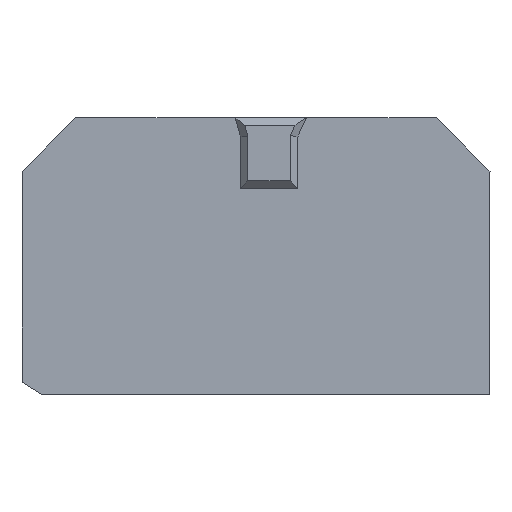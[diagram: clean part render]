
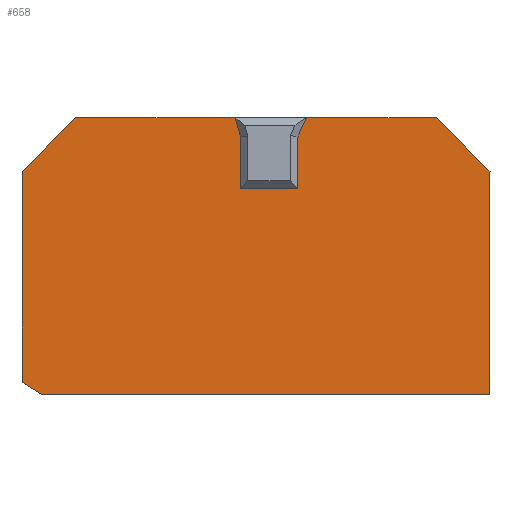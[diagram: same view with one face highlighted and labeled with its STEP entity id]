
A CAD part, left-side view. The second image highlights one B-rep face of the part: STEP entity #658.
In plain terms, the highlighted planar face has unit normal (-1, 0, 0).
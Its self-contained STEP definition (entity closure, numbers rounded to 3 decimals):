
#582=AXIS2_PLACEMENT_3D('Plane Axis2P3D',#579,#580,#581) ;
#334=CARTESIAN_POINT('Vertex',(0.,63.72,42.6)) ;
#337=CARTESIAN_POINT('Line Origine',(0.,51.462,42.6)) ;
#341=CARTESIAN_POINT('Vertex',(0.,39.204,42.6)) ;
#353=CARTESIAN_POINT('Vertex',(0.,28.201,42.6)) ;
#356=CARTESIAN_POINT('Line Origine',(0.,18.241,42.6)) ;
#360=CARTESIAN_POINT('Vertex',(0.,8.28,42.6)) ;
#528=CARTESIAN_POINT('Vertex',(0.,0.,34.32)) ;
#531=CARTESIAN_POINT('Line Origine',(0.,0.,17.16)) ;
#535=CARTESIAN_POINT('Vertex',(0.,0.,0.)) ;
#562=CARTESIAN_POINT('Line Origine',(0.,4.14,38.46)) ;
#579=CARTESIAN_POINT('Axis2P3D Location',(0.,36.469,2.432)) ;
#584=CARTESIAN_POINT('Line Origine',(0.,28.901,41.1)) ;
#588=CARTESIAN_POINT('Vertex',(0.,29.6,39.6)) ;
#591=CARTESIAN_POINT('Line Origine',(0.,29.6,35.65)) ;
#595=CARTESIAN_POINT('Vertex',(0.,29.6,31.7)) ;
#598=CARTESIAN_POINT('Line Origine',(0.,34.,31.7)) ;
#602=CARTESIAN_POINT('Vertex',(0.,38.4,31.7)) ;
#605=CARTESIAN_POINT('Line Origine',(0.,38.4,35.65)) ;
#609=CARTESIAN_POINT('Vertex',(0.,38.4,39.6)) ;
#612=CARTESIAN_POINT('Line Origine',(0.,38.802,41.1)) ;
#617=CARTESIAN_POINT('Line Origine',(0.,67.86,38.46)) ;
#621=CARTESIAN_POINT('Vertex',(0.,72.,34.32)) ;
#624=CARTESIAN_POINT('Line Origine',(0.,72.,18.101)) ;
#628=CARTESIAN_POINT('Vertex',(0.,72.,1.882)) ;
#631=CARTESIAN_POINT('Line Origine',(0.,70.469,0.941)) ;
#635=CARTESIAN_POINT('Vertex',(0.,68.938,0.)) ;
#638=CARTESIAN_POINT('Line Origine',(0.,34.469,0.)) ;
#338=DIRECTION('Vector Direction',(0.,-1.,0.)) ;
#357=DIRECTION('Vector Direction',(0.,-1.,0.)) ;
#532=DIRECTION('Vector Direction',(0.,0.,1.)) ;
#563=DIRECTION('Vector Direction',(0.,0.707,0.707)) ;
#580=DIRECTION('Axis2P3D Direction',(1.,0.,0.)) ;
#581=DIRECTION('Axis2P3D XDirection',(0.,1.,0.)) ;
#585=DIRECTION('Vector Direction',(0.,0.423,-0.906)) ;
#592=DIRECTION('Vector Direction',(0.,0.,-1.)) ;
#599=DIRECTION('Vector Direction',(0.,1.,0.)) ;
#606=DIRECTION('Vector Direction',(0.,0.,1.)) ;
#613=DIRECTION('Vector Direction',(0.,0.259,0.966)) ;
#618=DIRECTION('Vector Direction',(0.,0.707,-0.707)) ;
#625=DIRECTION('Vector Direction',(0.,0.,-1.)) ;
#632=DIRECTION('Vector Direction',(0.,-0.852,-0.524)) ;
#639=DIRECTION('Vector Direction',(0.,1.,0.)) ;
#339=VECTOR('Line Direction',#338,1.) ;
#358=VECTOR('Line Direction',#357,1.) ;
#533=VECTOR('Line Direction',#532,1.) ;
#564=VECTOR('Line Direction',#563,1.) ;
#586=VECTOR('Line Direction',#585,1.) ;
#593=VECTOR('Line Direction',#592,1.) ;
#600=VECTOR('Line Direction',#599,1.) ;
#607=VECTOR('Line Direction',#606,1.) ;
#614=VECTOR('Line Direction',#613,1.) ;
#619=VECTOR('Line Direction',#618,1.) ;
#626=VECTOR('Line Direction',#625,1.) ;
#633=VECTOR('Line Direction',#632,1.) ;
#640=VECTOR('Line Direction',#639,1.) ;
#644=ORIENTED_EDGE('',*,*,#566,.T.) ;
#645=ORIENTED_EDGE('',*,*,#362,.F.) ;
#646=ORIENTED_EDGE('',*,*,#590,.T.) ;
#647=ORIENTED_EDGE('',*,*,#597,.T.) ;
#648=ORIENTED_EDGE('',*,*,#604,.T.) ;
#649=ORIENTED_EDGE('',*,*,#611,.T.) ;
#650=ORIENTED_EDGE('',*,*,#616,.T.) ;
#651=ORIENTED_EDGE('',*,*,#343,.F.) ;
#652=ORIENTED_EDGE('',*,*,#623,.T.) ;
#653=ORIENTED_EDGE('',*,*,#630,.T.) ;
#654=ORIENTED_EDGE('',*,*,#637,.T.) ;
#655=ORIENTED_EDGE('',*,*,#642,.F.) ;
#656=ORIENTED_EDGE('',*,*,#537,.T.) ;
#658=ADVANCED_FACE('Hauptk\X2\00F6\X0\rper',(#657),#583,.F.) ;
#343=EDGE_CURVE('',#335,#342,#340,.T.) ;
#362=EDGE_CURVE('',#354,#361,#359,.T.) ;
#537=EDGE_CURVE('',#536,#529,#534,.T.) ;
#566=EDGE_CURVE('',#529,#361,#565,.T.) ;
#590=EDGE_CURVE('',#354,#589,#587,.T.) ;
#597=EDGE_CURVE('',#589,#596,#594,.T.) ;
#604=EDGE_CURVE('',#596,#603,#601,.T.) ;
#611=EDGE_CURVE('',#603,#610,#608,.T.) ;
#616=EDGE_CURVE('',#610,#342,#615,.T.) ;
#623=EDGE_CURVE('',#335,#622,#620,.T.) ;
#630=EDGE_CURVE('',#622,#629,#627,.T.) ;
#637=EDGE_CURVE('',#629,#636,#634,.T.) ;
#642=EDGE_CURVE('',#536,#636,#641,.T.) ;
#643=EDGE_LOOP('',(#644,#645,#646,#647,#648,#649,#650,#651,#652,#653,#654,#655,#656)) ;
#657=FACE_OUTER_BOUND('',#643,.T.) ;
#340=LINE('Line',#337,#339) ;
#359=LINE('Line',#356,#358) ;
#534=LINE('Line',#531,#533) ;
#565=LINE('Line',#562,#564) ;
#587=LINE('Line',#584,#586) ;
#594=LINE('Line',#591,#593) ;
#601=LINE('Line',#598,#600) ;
#608=LINE('Line',#605,#607) ;
#615=LINE('Line',#612,#614) ;
#620=LINE('Line',#617,#619) ;
#627=LINE('Line',#624,#626) ;
#634=LINE('Line',#631,#633) ;
#641=LINE('Line',#638,#640) ;
#583=PLANE('',#582) ;
#335=VERTEX_POINT('',#334) ;
#342=VERTEX_POINT('',#341) ;
#354=VERTEX_POINT('',#353) ;
#361=VERTEX_POINT('',#360) ;
#529=VERTEX_POINT('',#528) ;
#536=VERTEX_POINT('',#535) ;
#589=VERTEX_POINT('',#588) ;
#596=VERTEX_POINT('',#595) ;
#603=VERTEX_POINT('',#602) ;
#610=VERTEX_POINT('',#609) ;
#622=VERTEX_POINT('',#621) ;
#629=VERTEX_POINT('',#628) ;
#636=VERTEX_POINT('',#635) ;
